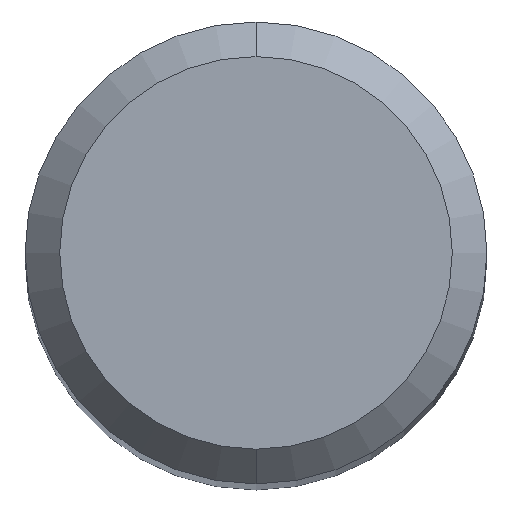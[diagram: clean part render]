
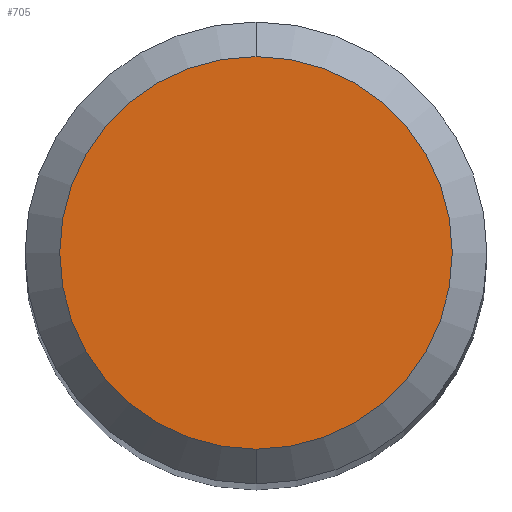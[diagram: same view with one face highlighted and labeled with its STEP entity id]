
A CAD part, top view. The second image highlights one B-rep face of the part: STEP entity #705.
In plain terms, the highlighted planar face has unit normal (0, 0, 1).
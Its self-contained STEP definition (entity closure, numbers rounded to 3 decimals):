
#445=EDGE_CURVE('',#751,#1155,#1273,.T.);
#705=ADVANCED_FACE('',(#1558),#1559,.T.);
#751=VERTEX_POINT('',#1607);
#1133=EDGE_CURVE('',#1155,#751,#2020,.T.);
#1155=VERTEX_POINT('',#2043);
#1273=CIRCLE('',#2197,1.7);
#1558=FACE_OUTER_BOUND('',#3408,.T.);
#1559=PLANE('',#3409);
#1607=CARTESIAN_POINT('',(0.,-1.7,0.0));
#2020=CIRCLE('',#5344,1.7);
#2043=CARTESIAN_POINT('',(0.0,1.7,0.0));
#2197=AXIS2_PLACEMENT_3D('',#5937,#5938,#5939);
#3408=EDGE_LOOP('',(#6224,#6225));
#3409=AXIS2_PLACEMENT_3D('',#6226,#6227,#6228);
#5344=AXIS2_PLACEMENT_3D('',#6678,#6679,#6680);
#5937=CARTESIAN_POINT('',(0.0,0.0,0.0));
#5938=DIRECTION('',(0.0,0.0,-1.0));
#5939=DIRECTION('',(0.0,1.0,0.0));
#6224=ORIENTED_EDGE('',*,*,#1133,.F.);
#6225=ORIENTED_EDGE('',*,*,#445,.F.);
#6226=CARTESIAN_POINT('',(0.0,0.85,0.0));
#6227=DIRECTION('',(-0.0,0.0,1.0));
#6228=DIRECTION('',(0.0,-1.0,0.0));
#6678=CARTESIAN_POINT('',(0.0,0.0,0.0));
#6679=DIRECTION('',(0.0,0.0,-1.0));
#6680=DIRECTION('',(0.0,1.0,0.0));
